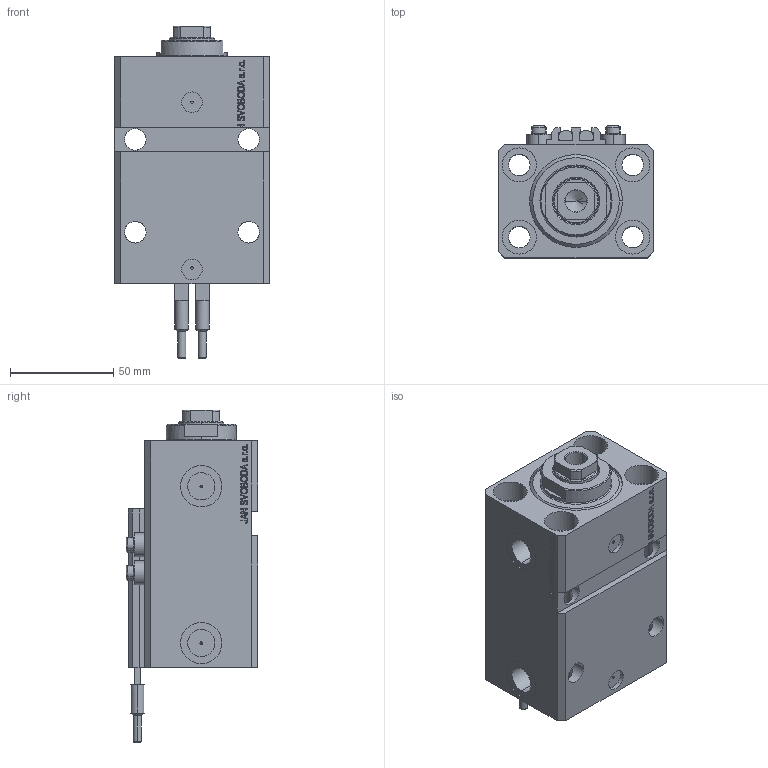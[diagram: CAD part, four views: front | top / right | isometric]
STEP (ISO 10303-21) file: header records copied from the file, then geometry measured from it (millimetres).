
FILE_DESCRIPTION (( 'STEP AP203' ), '1' );
FILE_NAME ('0c79.STEP', '2025-10-31T15:15:12', ( '' ), ( '' ), 'SwSTEP 2.0', 'SolidWorks 2019', '' );
FILE_SCHEMA (( 'CONFIG_CONTROL_DESIGN' ));
Length unit declared in the file: millimetre
Products named in the file (6): V250CE_VC_E 35c9bf4d4777bb2ffb0d4fc172fac89a; V250CE_C_VCP 35c9bf4d4777bb2ffb0d4fc172fac89a; ALLEN BOLT V250CE 35c9bf4d4777bb2ffb0d4fc172fac89a; V250CE_E_Body 35c9bf4d4777bb2ffb0d4fc172fac89a; 0c79; SWITCH_V250CE 35c9bf4d4777bb2ffb0d4fc172fac89a
Assembly tree (9 placements, depth 2):
  0c79
    V250CE_E_Body 35c9bf4d4777bb2ffb0d4fc172fac89a
    ALLEN BOLT V250CE 35c9bf4d4777bb2ffb0d4fc172fac89a  x4
    V250CE_C_VCP 35c9bf4d4777bb2ffb0d4fc172fac89a
    V250CE_VC_E 35c9bf4d4777bb2ffb0d4fc172fac89a
    SWITCH_V250CE 35c9bf4d4777bb2ffb0d4fc172fac89a  x2
Bounding box: 75 x 64 x 161 mm (x, y, z)
Volume: 384910.6 mm3; surface area: 98392.1 mm2
Topology: 10 solids, 10 shells, 1136 faces, 2814 edges, 1803 vertices
Faces by surface type: plane 546, bspline 354, cylinder 158, cone 60, torus 18
Entity records: 48161 total; most frequent: CARTESIAN_POINT 24938, ORIENTED_EDGE 5210, DIRECTION 3483, EDGE_CURVE 2605, VERTEX_POINT 1689, VECTOR 1571, LINE 1571, EDGE_LOOP 1170
